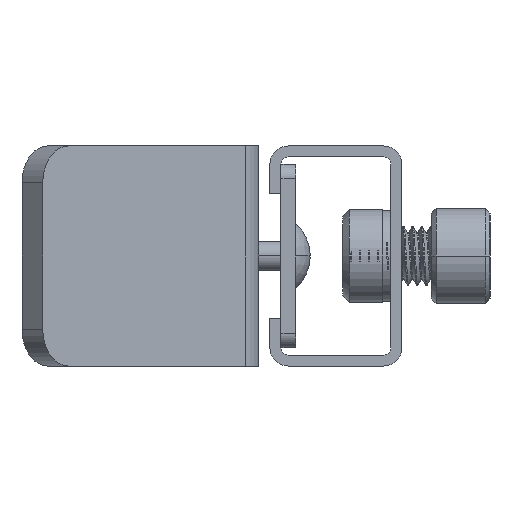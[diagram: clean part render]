
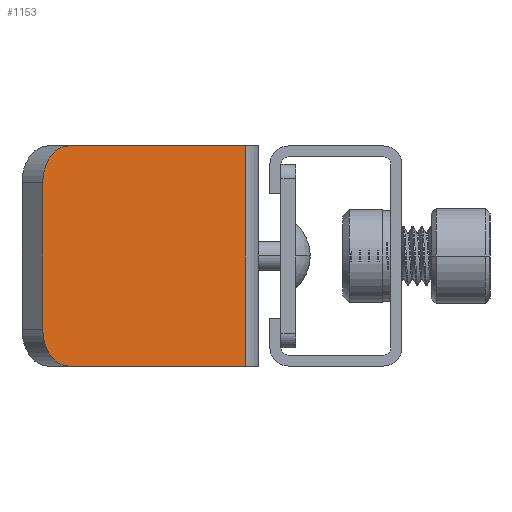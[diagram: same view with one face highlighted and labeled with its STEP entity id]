
A CAD part, left-side view. The second image highlights one B-rep face of the part: STEP entity #1153.
In plain terms, the highlighted face is planar.
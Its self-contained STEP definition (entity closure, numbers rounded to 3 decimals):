
#7 = DIRECTION ( 'NONE',  ( 0.707, 0., 0.707 ) ) ;
#227 = VECTOR ( 'NONE', #6201, 1000. ) ;
#230 = CARTESIAN_POINT ( 'NONE',  ( 42.577, -10., 21.92 ) ) ;
#284 = LINE ( 'NONE', #4369, #1474 ) ;
#336 = AXIS2_PLACEMENT_3D ( 'NONE', #6246, #4795, #1778 ) ;
#642 = CARTESIAN_POINT ( 'NONE',  ( 42.577, -15., 21.92 ) ) ;
#733 = DIRECTION ( 'NONE',  ( 0.707, 0., 0.707 ) ) ;
#859 = EDGE_CURVE ( 'NONE', #4640, #1969, #284, .T. ) ;
#1128 = LINE ( 'NONE', #1504, #2613 ) ;
#1153 = ADVANCED_FACE ( 'NONE', ( #1852 ), #5270, .F. ) ;
#1301 = CARTESIAN_POINT ( 'NONE',  ( 18.414, 15., -2.243 ) ) ;
#1474 = VECTOR ( 'NONE', #4889, 1000. ) ;
#1504 = CARTESIAN_POINT ( 'NONE',  ( 18.414, 0., -2.243 ) ) ;
#1683 = CARTESIAN_POINT ( 'NONE',  ( 42.577, 15., 21.92 ) ) ;
#1742 = CIRCLE ( 'NONE', #6401, 5. ) ;
#1778 = DIRECTION ( 'NONE',  ( 0.707, 0., 0.707 ) ) ;
#1846 = CARTESIAN_POINT ( 'NONE',  ( 46.113, 15., 25.456 ) ) ;
#1852 = FACE_OUTER_BOUND ( 'NONE', #2342, .T. ) ;
#1969 = VERTEX_POINT ( 'NONE', #6421 ) ;
#2342 = EDGE_LOOP ( 'NONE', ( #5635, #5822, #3293, #6016, #2883, #5483 ) ) ;
#2378 = AXIS2_PLACEMENT_3D ( 'NONE', #230, #3731, #733 ) ;
#2488 = CARTESIAN_POINT ( 'NONE',  ( 46.113, -15., 25.456 ) ) ;
#2590 = CARTESIAN_POINT ( 'NONE',  ( 46.113, 10., 25.456 ) ) ;
#2613 = VECTOR ( 'NONE', #4512, 1000. ) ;
#2825 = LINE ( 'NONE', #1846, #5351 ) ;
#2883 = ORIENTED_EDGE ( 'NONE', *, *, #5011, .T. ) ;
#3293 = ORIENTED_EDGE ( 'NONE', *, *, #859, .T. ) ;
#3434 = VERTEX_POINT ( 'NONE', #3496 ) ;
#3496 = CARTESIAN_POINT ( 'NONE',  ( 46.113, -10., 25.456 ) ) ;
#3731 = DIRECTION ( 'NONE',  ( 0.707, 0., -0.707 ) ) ;
#3744 = VERTEX_POINT ( 'NONE', #1301 ) ;
#3848 = CIRCLE ( 'NONE', #2378, 5. ) ;
#3936 = EDGE_CURVE ( 'NONE', #5929, #3434, #4073, .T. ) ;
#4073 = LINE ( 'NONE', #2488, #227 ) ;
#4274 = EDGE_CURVE ( 'NONE', #3744, #1969, #1128, .T. ) ;
#4369 = CARTESIAN_POINT ( 'NONE',  ( 17.828, -15., -2.828 ) ) ;
#4433 = VERTEX_POINT ( 'NONE', #1683 ) ;
#4503 = EDGE_CURVE ( 'NONE', #3434, #4640, #3848, .T. ) ;
#4512 = DIRECTION ( 'NONE',  ( 0., -1., 0. ) ) ;
#4640 = VERTEX_POINT ( 'NONE', #642 ) ;
#4701 = EDGE_CURVE ( 'NONE', #4433, #5929, #1742, .T. ) ;
#4795 = DIRECTION ( 'NONE',  ( -0.707, 0., 0.707 ) ) ;
#4889 = DIRECTION ( 'NONE',  ( -0.707, 0., -0.707 ) ) ;
#5011 = EDGE_CURVE ( 'NONE', #3744, #4433, #2825, .T. ) ;
#5270 = PLANE ( 'NONE',  #336 ) ;
#5351 = VECTOR ( 'NONE', #5373, 1000. ) ;
#5373 = DIRECTION ( 'NONE',  ( 0.707, 0., 0.707 ) ) ;
#5483 = ORIENTED_EDGE ( 'NONE', *, *, #4701, .T. ) ;
#5635 = ORIENTED_EDGE ( 'NONE', *, *, #3936, .T. ) ;
#5822 = ORIENTED_EDGE ( 'NONE', *, *, #4503, .T. ) ;
#5929 = VERTEX_POINT ( 'NONE', #2590 ) ;
#6016 = ORIENTED_EDGE ( 'NONE', *, *, #4274, .F. ) ;
#6119 = DIRECTION ( 'NONE',  ( 0.707, 0., -0.707 ) ) ;
#6201 = DIRECTION ( 'NONE',  ( 0., -1., 0. ) ) ;
#6246 = CARTESIAN_POINT ( 'NONE',  ( 10.328, 0., -10.328 ) ) ;
#6278 = CARTESIAN_POINT ( 'NONE',  ( 42.577, 10., 21.92 ) ) ;
#6401 = AXIS2_PLACEMENT_3D ( 'NONE', #6278, #6119, #7 ) ;
#6421 = CARTESIAN_POINT ( 'NONE',  ( 18.414, -15., -2.243 ) ) ;
